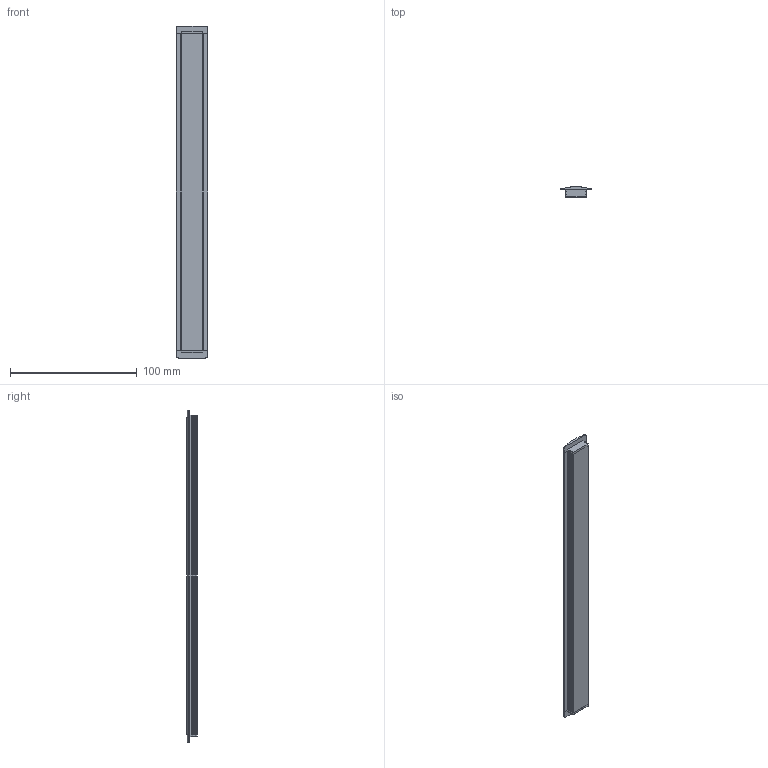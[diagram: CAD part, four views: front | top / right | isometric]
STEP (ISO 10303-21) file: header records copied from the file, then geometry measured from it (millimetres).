
FILE_DESCRIPTION((''),'2;1');
FILE_NAME('AP002_ASM','2020-08-24T',('Administrator'),(''),'PRO/ENGINEER BY PARAMETRIC TECHNOLOGY CORPORATION, 2011310','PRO/ENGINEER BY PARAMETRIC TECHNOLOGY CORPORATION, 2011310','');
FILE_SCHEMA(('AUTOMOTIVE_DESIGN_CC2 { 1 2 10303 214 -1 1 5 2 }'));
Length unit declared in the file: millimetre
Products named in the file (5): AP002-BASE; AP002-DIFFUSE; AP002-ENDCAP-01; AP002-ENDCAP-02; AP002_ASM
Assembly tree (4 placements, depth 2):
  AP002_ASM
    AP002-BASE
    AP002-DIFFUSE
    AP002-ENDCAP-01
    AP002-ENDCAP-02
Bounding box: 24.8 x 8.04 x 262.1 mm (x, y, z)
Volume: 14781.3 mm3; surface area: 72553.1 mm2
Topology: 4 solids, 15 shells, 318 faces, 1336 edges, 1039 vertices
Faces by surface type: cylinder 184, plane 120, bspline 10, torus 4
Entity records: 19299 total; most frequent: CARTESIAN_POINT 4335, DIRECTION 2211, ORIENTED_EDGE 2105, PRESENTATION_STYLE_ASSIGNMENT 1351, STYLED_ITEM 1351, CURVE_STYLE 1336, EDGE_CURVE 1336, VERTEX_POINT 1039
